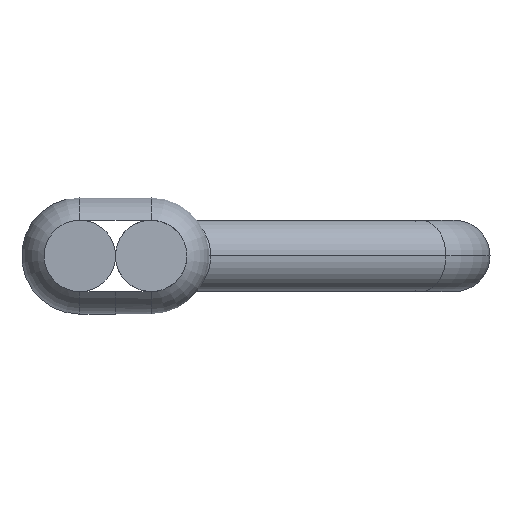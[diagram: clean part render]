
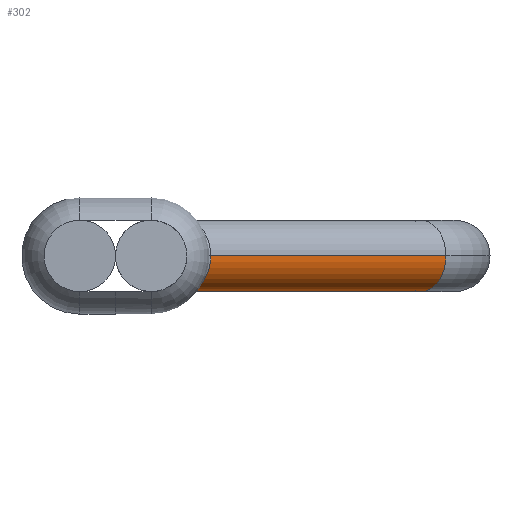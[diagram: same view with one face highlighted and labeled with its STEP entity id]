
A CAD part, front view. The second image highlights one B-rep face of the part: STEP entity #302.
In plain terms, the highlighted cylindrical face has radius 6 mm (diameter 12 mm), a partial arc.
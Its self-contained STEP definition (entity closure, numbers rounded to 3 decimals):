
#2 = CARTESIAN_POINT ( 'NONE',  ( 51.436, 496.987, 0. ) ) ;
#302 = ADVANCED_FACE ( 'NONE', ( #12787 ), #12396, .T. ) ;
#358 = CARTESIAN_POINT ( 'NONE',  ( 47.291, 501.324, 0. ) ) ;
#2141 = EDGE_CURVE ( 'NONE', #3035, #15378, #14693, .T. ) ;
#2284 = CIRCLE ( 'NONE', #10012, 6. ) ;
#2576 = VECTOR ( 'NONE', #11664, 1000. ) ;
#2953 = EDGE_CURVE ( 'NONE', #13209, #5769, #9882, .T. ) ;
#3035 = VERTEX_POINT ( 'NONE', #5345 ) ;
#3368 = DIRECTION ( 'NONE',  ( 0.723, 0.691, 0. ) ) ;
#3689 = ORIENTED_EDGE ( 'NONE', *, *, #13693, .F. ) ;
#3879 = ORIENTED_EDGE ( 'NONE', *, *, #2141, .T. ) ;
#4653 = DIRECTION ( 'NONE',  ( 0.723, 0.691, 0. ) ) ;
#5345 = CARTESIAN_POINT ( 'NONE',  ( 7.728, 463.518, 0. ) ) ;
#5769 = VERTEX_POINT ( 'NONE', #15567 ) ;
#5835 = AXIS2_PLACEMENT_3D ( 'NONE', #2, #11252, #8579 ) ;
#7245 = ORIENTED_EDGE ( 'NONE', *, *, #8668, .T. ) ;
#7350 = ORIENTED_EDGE ( 'NONE', *, *, #2953, .F. ) ;
#8332 = DIRECTION ( 'NONE',  ( -0.691, 0.723, 0. ) ) ;
#8579 = DIRECTION ( 'NONE',  ( -0.691, 0.723, 0. ) ) ;
#8620 = EDGE_LOOP ( 'NONE', ( #7350, #7245, #3879, #3689 ) ) ;
#8668 = EDGE_CURVE ( 'NONE', #13209, #3035, #2284, .T. ) ;
#9420 = CARTESIAN_POINT ( 'NONE',  ( 16.019, 454.842, 0. ) ) ;
#9882 = LINE ( 'NONE', #11991, #12750 ) ;
#10012 = AXIS2_PLACEMENT_3D ( 'NONE', #10684, #3368, #8332 ) ;
#10304 = CARTESIAN_POINT ( 'NONE',  ( 11.873, 459.18, 0. ) ) ;
#10684 = CARTESIAN_POINT ( 'NONE',  ( 11.873, 459.18, 0. ) ) ;
#11252 = DIRECTION ( 'NONE',  ( 0.723, 0.691, 0. ) ) ;
#11664 = DIRECTION ( 'NONE',  ( 0.723, 0.691, 0. ) ) ;
#11991 = CARTESIAN_POINT ( 'NONE',  ( 16.019, 454.842, 0. ) ) ;
#12396 = CYLINDRICAL_SURFACE ( 'NONE', #15528, 6. ) ;
#12550 = DIRECTION ( 'NONE',  ( 0.723, 0.691, 0. ) ) ;
#12605 = DIRECTION ( 'NONE',  ( -0.691, 0.723, 0. ) ) ;
#12750 = VECTOR ( 'NONE', #4653, 1000. ) ;
#12787 = FACE_OUTER_BOUND ( 'NONE', #8620, .T. ) ;
#12919 = CIRCLE ( 'NONE', #5835, 6. ) ;
#13209 = VERTEX_POINT ( 'NONE', #9420 ) ;
#13693 = EDGE_CURVE ( 'NONE', #5769, #15378, #12919, .T. ) ;
#14693 = LINE ( 'NONE', #15329, #2576 ) ;
#15329 = CARTESIAN_POINT ( 'NONE',  ( 7.728, 463.518, 0. ) ) ;
#15378 = VERTEX_POINT ( 'NONE', #358 ) ;
#15528 = AXIS2_PLACEMENT_3D ( 'NONE', #10304, #12550, #12605 ) ;
#15567 = CARTESIAN_POINT ( 'NONE',  ( 55.581, 492.649, 0. ) ) ;
